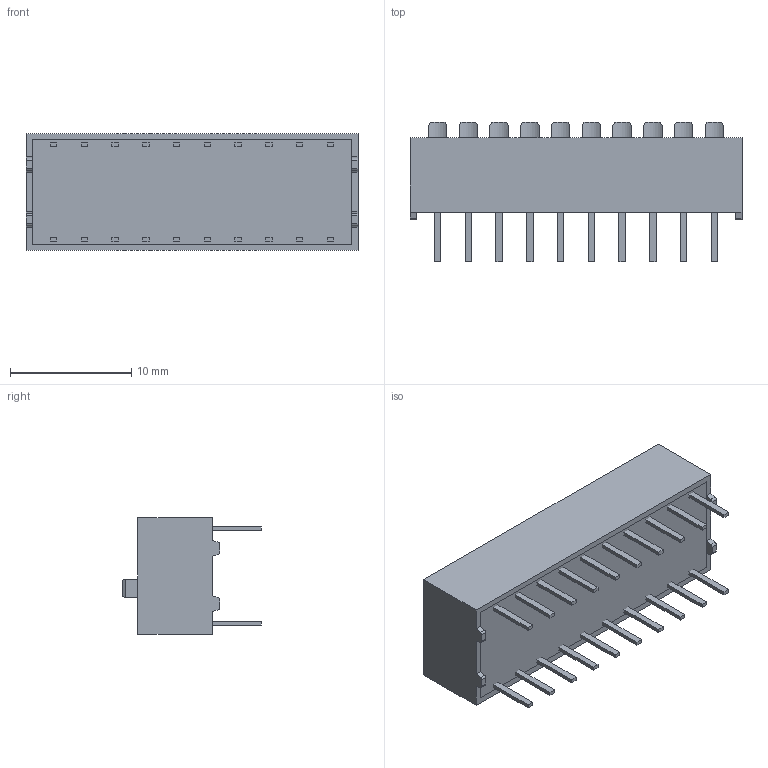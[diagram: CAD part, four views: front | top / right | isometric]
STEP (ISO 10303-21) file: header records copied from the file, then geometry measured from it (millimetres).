
FILE_DESCRIPTION((''),'2;1');
FILE_NAME('78B10T_SW','2020-06-30T',('erenkor'),(''),'PRO/ENGINEER BY PARAMETRIC TECHNOLOGY CORPORATION, 2016100','PRO/ENGINEER BY PARAMETRIC TECHNOLOGY CORPORATION, 2016100','');
FILE_SCHEMA(('CONFIG_CONTROL_DESIGN'));
Length unit declared in the file: inch
Products named in the file (1): 78B10T_SW
Bounding box: 27.43 x 11.48 x 9.65 mm (x, y, z)
Surface area: 1471.9 mm2 (no closed solid volume)
Topology: 0 solids, 32 shells, 252 faces, 936 edges, 716 vertices
Faces by surface type: plane 214, cylinder 28, torus 10
Entity records: 10099 total; most frequent: CARTESIAN_POINT 2364, DIRECTION 1480, ORIENTED_EDGE 1432, EDGE_CURVE 936, VECTOR 736, LINE 736, VERTEX_POINT 716, AXIS2_PLACEMENT_3D 372
